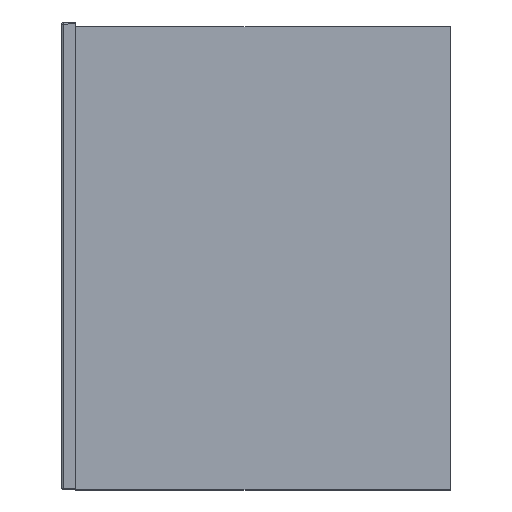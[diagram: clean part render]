
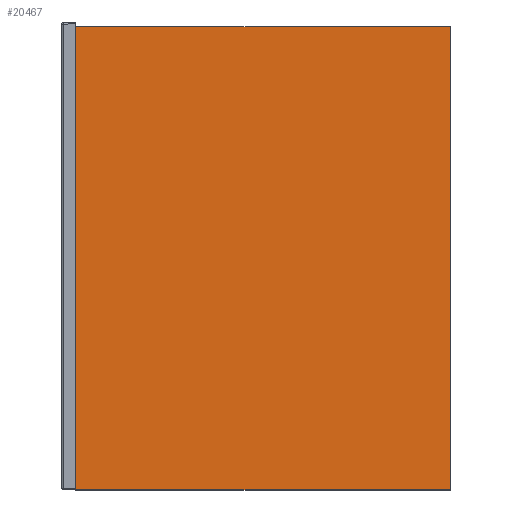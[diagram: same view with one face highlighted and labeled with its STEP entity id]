
A CAD part, left-side view. The second image highlights one B-rep face of the part: STEP entity #20467.
In plain terms, the highlighted face is planar.
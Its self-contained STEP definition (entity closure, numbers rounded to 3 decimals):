
#147 = AXIS2_PLACEMENT_3D ( 'NONE', #1362, #9286, #15424 ) ;
#160 = CARTESIAN_POINT ( 'NONE',  ( -247.5, -200., 33. ) ) ;
#164 = EDGE_CURVE ( 'NONE', #12968, #1915, #11360, .T. ) ;
#359 = DIRECTION ( 'NONE',  ( 1., 0., 0. ) ) ;
#1258 = FACE_OUTER_BOUND ( 'NONE', #1819, .T. ) ;
#1362 = CARTESIAN_POINT ( 'NONE',  ( 0., 0., 33. ) ) ;
#1819 = EDGE_LOOP ( 'NONE', ( #6809, #12392, #20292, #7494 ) ) ;
#1915 = VERTEX_POINT ( 'NONE', #2544 ) ;
#1917 = VERTEX_POINT ( 'NONE', #9003 ) ;
#2544 = CARTESIAN_POINT ( 'NONE',  ( -247.5, 200., 33. ) ) ;
#4879 = VECTOR ( 'NONE', #359, 1000. ) ;
#5482 = VECTOR ( 'NONE', #9991, 1000. ) ;
#5807 = PLANE ( 'NONE',  #147 ) ;
#6809 = ORIENTED_EDGE ( 'NONE', *, *, #8016, .T. ) ;
#7494 = ORIENTED_EDGE ( 'NONE', *, *, #18182, .T. ) ;
#7555 = CARTESIAN_POINT ( 'NONE',  ( -247.5, 200., 33. ) ) ;
#8016 = EDGE_CURVE ( 'NONE', #1917, #12968, #10300, .T. ) ;
#8389 = CARTESIAN_POINT ( 'NONE',  ( -247.5, 200., 33. ) ) ;
#8616 = CARTESIAN_POINT ( 'NONE',  ( 247.5, 200., 33. ) ) ;
#9003 = CARTESIAN_POINT ( 'NONE',  ( 247.5, -200., 33. ) ) ;
#9144 = LINE ( 'NONE', #7555, #14345 ) ;
#9286 = DIRECTION ( 'NONE',  ( 0., 0., -1. ) ) ;
#9991 = DIRECTION ( 'NONE',  ( 0., 1., 0. ) ) ;
#10300 = LINE ( 'NONE', #8616, #5482 ) ;
#11360 = LINE ( 'NONE', #8389, #12023 ) ;
#11998 = CARTESIAN_POINT ( 'NONE',  ( 247.5, 200., 33. ) ) ;
#12023 = VECTOR ( 'NONE', #13253, 1000. ) ;
#12392 = ORIENTED_EDGE ( 'NONE', *, *, #164, .T. ) ;
#12968 = VERTEX_POINT ( 'NONE', #11998 ) ;
#13253 = DIRECTION ( 'NONE',  ( -1., 0., 0. ) ) ;
#14345 = VECTOR ( 'NONE', #18963, 1000. ) ;
#15424 = DIRECTION ( 'NONE',  ( 1., 0., 0. ) ) ;
#16918 = CARTESIAN_POINT ( 'NONE',  ( -247.5, -200., 33. ) ) ;
#18004 = LINE ( 'NONE', #160, #4879 ) ;
#18069 = EDGE_CURVE ( 'NONE', #1915, #19615, #9144, .T. ) ;
#18182 = EDGE_CURVE ( 'NONE', #19615, #1917, #18004, .T. ) ;
#18963 = DIRECTION ( 'NONE',  ( 0., -1., 0. ) ) ;
#19615 = VERTEX_POINT ( 'NONE', #16918 ) ;
#20292 = ORIENTED_EDGE ( 'NONE', *, *, #18069, .T. ) ;
#20467 = ADVANCED_FACE ( 'NONE', ( #1258 ), #5807, .F. ) ;
